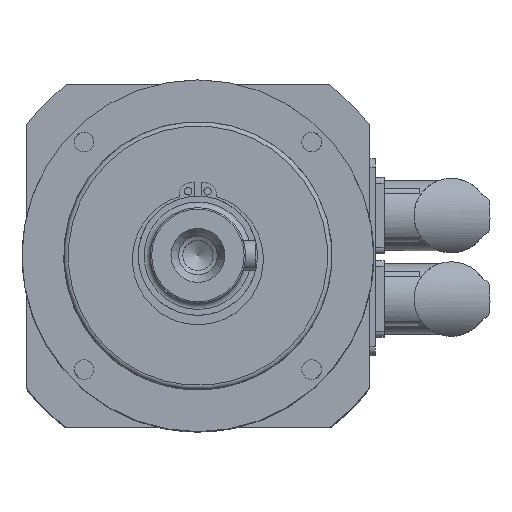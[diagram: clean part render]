
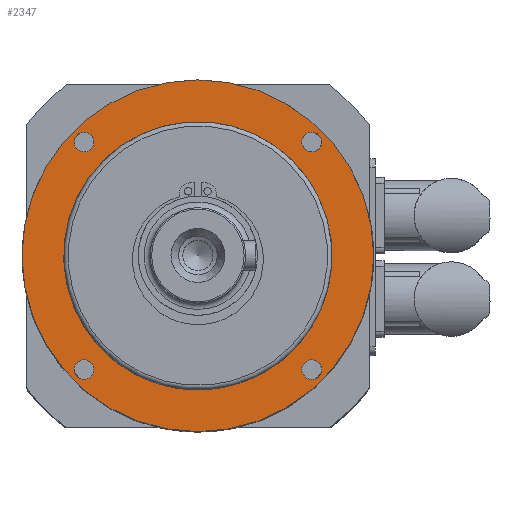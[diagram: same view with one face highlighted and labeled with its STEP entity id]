
A CAD part, top view. The second image highlights one B-rep face of the part: STEP entity #2347.
In plain terms, the highlighted face is planar.
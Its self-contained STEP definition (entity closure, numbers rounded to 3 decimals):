
#1078=FACE_BOUND('',#3869,.T.);
#1079=FACE_BOUND('',#3870,.T.);
#1080=FACE_BOUND('',#3871,.T.);
#1081=FACE_BOUND('',#3872,.T.);
#1082=FACE_BOUND('',#3873,.T.);
#1353=CIRCLE('',#11496,3.324);
#1355=CIRCLE('',#11499,3.324);
#1357=CIRCLE('',#11502,3.324);
#1359=CIRCLE('',#11505,3.324);
#1641=CIRCLE('',#11931,45.);
#1645=CIRCLE('',#11944,59.);
#2347=ADVANCED_FACE('',(#3124,#1078,#1079,#1080,#1081,#1082),#2744,.T.);
#2744=PLANE('',#11947);
#3124=FACE_OUTER_BOUND('',#3868,.T.);
#3868=EDGE_LOOP('',(#6203));
#3869=EDGE_LOOP('',(#6204));
#3870=EDGE_LOOP('',(#6205));
#3871=EDGE_LOOP('',(#6206));
#3872=EDGE_LOOP('',(#6207));
#3873=EDGE_LOOP('',(#6208));
#6203=ORIENTED_EDGE('',*,*,#9555,.T.);
#6204=ORIENTED_EDGE('',*,*,#9081,.T.);
#6205=ORIENTED_EDGE('',*,*,#9083,.T.);
#6206=ORIENTED_EDGE('',*,*,#9085,.T.);
#6207=ORIENTED_EDGE('',*,*,#9087,.T.);
#6208=ORIENTED_EDGE('',*,*,#9551,.F.);
#7830=VERTEX_POINT('',#18023);
#7831=VERTEX_POINT('',#18027);
#7832=VERTEX_POINT('',#18031);
#7833=VERTEX_POINT('',#18035);
#8182=VERTEX_POINT('',#19300);
#8186=VERTEX_POINT('',#19317);
#9081=EDGE_CURVE('',#7830,#7830,#1353,.T.);
#9083=EDGE_CURVE('',#7831,#7831,#1355,.T.);
#9085=EDGE_CURVE('',#7832,#7832,#1357,.T.);
#9087=EDGE_CURVE('',#7833,#7833,#1359,.T.);
#9551=EDGE_CURVE('',#8182,#8182,#1641,.T.);
#9555=EDGE_CURVE('',#8186,#8186,#1645,.T.);
#11496=AXIS2_PLACEMENT_3D('',#18022,#13659,#13660);
#11499=AXIS2_PLACEMENT_3D('',#18026,#13665,#13666);
#11502=AXIS2_PLACEMENT_3D('',#18030,#13671,#13672);
#11505=AXIS2_PLACEMENT_3D('',#18034,#13677,#13678);
#11931=AXIS2_PLACEMENT_3D('',#19299,#14635,#14636);
#11944=AXIS2_PLACEMENT_3D('',#19316,#14661,#14662);
#11947=AXIS2_PLACEMENT_3D('',#19321,#14667,#14668);
#13659=DIRECTION('',(-1.,0.,0.));
#13660=DIRECTION('',(0.,-1.,0.));
#13665=DIRECTION('',(-1.,0.,0.));
#13666=DIRECTION('',(0.,0.,1.));
#13671=DIRECTION('',(-1.,0.,0.));
#13672=DIRECTION('',(0.,1.,0.));
#13677=DIRECTION('',(-1.,0.,0.));
#13678=DIRECTION('',(0.,0.,-1.));
#14635=DIRECTION('',(1.,0.,0.));
#14636=DIRECTION('',(0.,1.,0.));
#14661=DIRECTION('',(1.,0.,0.));
#14662=DIRECTION('',(0.,1.,0.));
#14667=DIRECTION('',(1.,0.,0.));
#14668=DIRECTION('',(0.,0.,-1.));
#18022=CARTESIAN_POINT('',(134.5,-38.184,-38.184));
#18023=CARTESIAN_POINT('',(134.5,-41.507,-38.184));
#18026=CARTESIAN_POINT('',(134.5,-38.184,38.184));
#18027=CARTESIAN_POINT('',(134.5,-38.184,41.507));
#18030=CARTESIAN_POINT('',(134.5,38.184,38.184));
#18031=CARTESIAN_POINT('',(134.5,41.507,38.184));
#18034=CARTESIAN_POINT('',(134.5,38.184,-38.184));
#18035=CARTESIAN_POINT('',(134.5,38.184,-41.507));
#19299=CARTESIAN_POINT('',(134.5,0.,0.));
#19300=CARTESIAN_POINT('',(134.5,45.,0.));
#19316=CARTESIAN_POINT('',(134.5,0.,0.));
#19317=CARTESIAN_POINT('',(134.5,59.,0.));
#19321=CARTESIAN_POINT('',(134.5,52.,0.));
